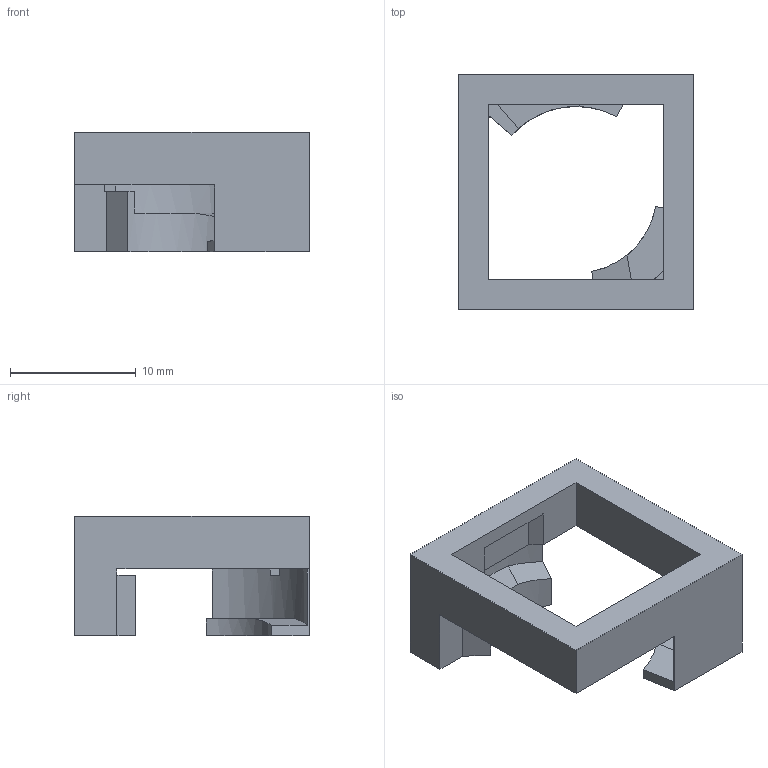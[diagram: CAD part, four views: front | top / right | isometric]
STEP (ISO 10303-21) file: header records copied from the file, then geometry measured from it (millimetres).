
FILE_DESCRIPTION(/* description */ ('STEP AP242','CAx-IF Rec.Pracs.---Representation and Presentation of Product Manufacturing Information (PMI)---4.0---2014-10-13','CAx-IF Rec.Pracs.---3D Tessellated Geometry---0.4---2014-09-14','2;1'),/* implementation_level */ '2;1');
FILE_NAME(/* name */ '663ec199a018bb61443b3749',/* time_stamp */ '2024-05-11T00:53:45Z',/* author */ (''),/* organization */ (''),/* preprocessor_version */ 'ST-DEVELOPER v20',/* originating_system */ ' ',/* authorisation */ ' ');
FILE_SCHEMA (('AP242_MANAGED_MODEL_BASED_3D_ENGINEERING_MIM_LF { 1 0 10303 442 1 1 4 }'));
Length unit declared in the file: metre
Products named in the file (1): Socket
Bounding box: 18.7 x 18.7 x 9.52 mm (x, y, z)
Volume: 927.7 mm3; surface area: 1307.7 mm2
Topology: 1 solids, 1 shells, 37 faces, 108 edges, 72 vertices
Faces by surface type: plane 33, cylinder 4
Entity records: 1246 total; most frequent: CARTESIAN_POINT 218, ORIENTED_EDGE 216, DIRECTION 200, EDGE_CURVE 108, LINE 92, VECTOR 92, VERTEX_POINT 72, AXIS2_PLACEMENT_3D 54
